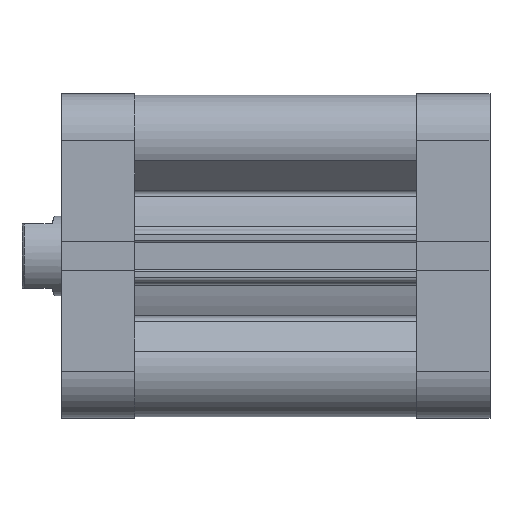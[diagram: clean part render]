
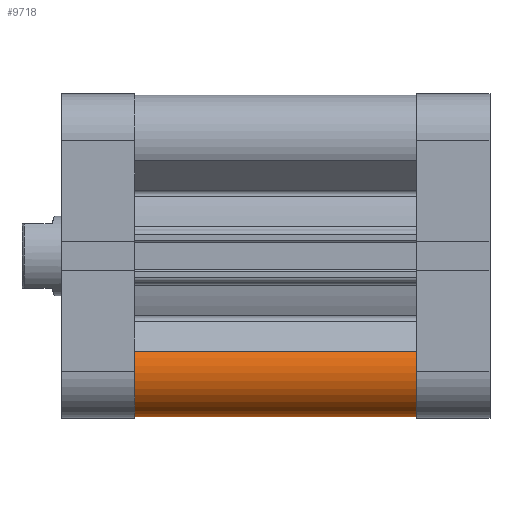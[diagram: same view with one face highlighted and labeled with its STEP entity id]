
A CAD part, front view. The second image highlights one B-rep face of the part: STEP entity #9718.
In plain terms, the highlighted cylindrical face has radius 9.25 mm (diameter 18.5 mm), a partial arc.
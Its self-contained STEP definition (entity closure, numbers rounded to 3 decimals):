
#1196 = CARTESIAN_POINT ( 'NONE',  ( -32.5, -23.25, 0. ) ) ;
#1204 = CARTESIAN_POINT ( 'NONE',  ( -19.184, -31.559, 0. ) ) ;
#1205 = CARTESIAN_POINT ( 'NONE',  ( -19.184, -31.559, 57. ) ) ;
#1234 = CARTESIAN_POINT ( 'NONE',  ( -32.5, -23.25, 57. ) ) ;
#3459 = CIRCLE ( 'NONE', #4923, 9.25 ) ;
#3466 = LINE ( 'NONE', #7030, #3467 ) ;
#3467 = VECTOR ( 'NONE', #7031, 1000. ) ;
#3470 = LINE ( 'NONE', #7035, #3471 ) ;
#3471 = VECTOR ( 'NONE', #7036, 1000. ) ;
#3474 = CIRCLE ( 'NONE', #4929, 9.25 ) ;
#3713 = ORIENTED_EDGE ( 'NONE', *, *, #4279, .T. ) ;
#3716 = ORIENTED_EDGE ( 'NONE', *, *, #4270, .T. ) ;
#3731 = ORIENTED_EDGE ( 'NONE', *, *, #4281, .F. ) ;
#3764 = ORIENTED_EDGE ( 'NONE', *, *, #4280, .F. ) ;
#4270 = EDGE_CURVE ( 'NONE', #10033, #10034, #3459, .T. ) ;
#4279 = EDGE_CURVE ( 'NONE', #10066, #10033, #3466, .T. ) ;
#4280 = EDGE_CURVE ( 'NONE', #10066, #10036, #3474, .T. ) ;
#4281 = EDGE_CURVE ( 'NONE', #10036, #10034, #3470, .T. ) ;
#4923 = AXIS2_PLACEMENT_3D ( 'NONE', #7007, #7008, #7009 ) ;
#4929 = AXIS2_PLACEMENT_3D ( 'NONE', #7024, #7032, #7033 ) ;
#5159 = AXIS2_PLACEMENT_3D ( 'NONE', #9623, #9622, #9621 ) ;
#5371 = EDGE_LOOP ( 'NONE', ( #3764, #3713, #3716, #3731 ) ) ;
#7007 = CARTESIAN_POINT ( 'NONE',  ( -23.25, -23.25, 0. ) ) ;
#7008 = DIRECTION ( 'NONE',  ( 0., 0., 1. ) ) ;
#7009 = DIRECTION ( 'NONE',  ( -1., 0., 0. ) ) ;
#7024 = CARTESIAN_POINT ( 'NONE',  ( -23.25, -23.25, 57. ) ) ;
#7030 = CARTESIAN_POINT ( 'NONE',  ( -32.5, -23.25, 57. ) ) ;
#7031 = DIRECTION ( 'NONE',  ( 0., 0., -1. ) ) ;
#7032 = DIRECTION ( 'NONE',  ( 0., 0., 1. ) ) ;
#7033 = DIRECTION ( 'NONE',  ( -1., 0., 0. ) ) ;
#7035 = CARTESIAN_POINT ( 'NONE',  ( -19.184, -31.559, 57. ) ) ;
#7036 = DIRECTION ( 'NONE',  ( 0., 0., -1. ) ) ;
#8214 = FACE_OUTER_BOUND ( 'NONE', #5371, .T. ) ;
#8216 = CYLINDRICAL_SURFACE ( 'NONE', #5159, 9.25 ) ;
#9621 = DIRECTION ( 'NONE',  ( -1., 0., 0. ) ) ;
#9622 = DIRECTION ( 'NONE',  ( 0., 0., -1. ) ) ;
#9623 = CARTESIAN_POINT ( 'NONE',  ( -23.25, -23.25, 57. ) ) ;
#9718 = ADVANCED_FACE ( 'NONE', ( #8214 ), #8216, .T. ) ;
#10033 = VERTEX_POINT ( 'NONE', #1196 ) ;
#10034 = VERTEX_POINT ( 'NONE', #1204 ) ;
#10036 = VERTEX_POINT ( 'NONE', #1205 ) ;
#10066 = VERTEX_POINT ( 'NONE', #1234 ) ;
